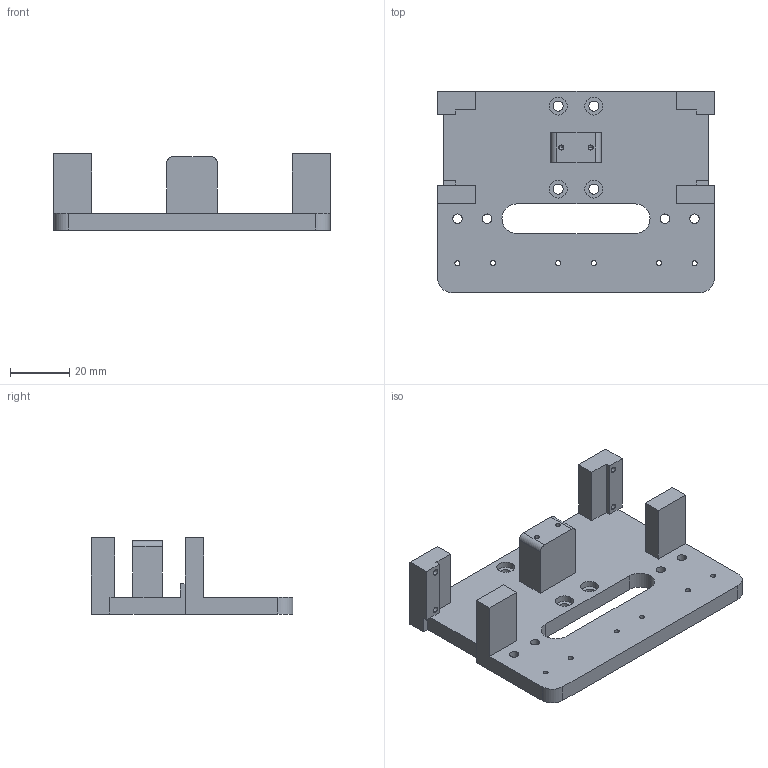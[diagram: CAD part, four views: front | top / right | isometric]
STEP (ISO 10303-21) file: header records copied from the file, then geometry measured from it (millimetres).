
FILE_DESCRIPTION (( 'STEP AP214' ), '1' );
FILE_NAME ('FCS4HAND2310_BASE.STEP', '2023-11-17T05:47:49', ( '' ), ( '' ), 'SwSTEP 2.0', 'SolidWorks 2021', '' );
FILE_SCHEMA (( 'AUTOMOTIVE_DESIGN' ));
Length unit declared in the file: millimetre
Products named in the file (1): FCS4HAND2310_BASE
Bounding box: 93.4 x 68 x 25.7 mm (x, y, z)
Volume: 42214.2 mm3; surface area: 19098.6 mm2
Topology: 1 solids, 1 shells, 108 faces, 297 edges, 194 vertices
Faces by surface type: cylinder 55, plane 49, cone 4
Entity records: 3545 total; most frequent: DIRECTION 621, CARTESIAN_POINT 596, ORIENTED_EDGE 586, EDGE_CURVE 293, AXIS2_PLACEMENT_3D 219, VERTEX_POINT 194, VECTOR 183, LINE 183
